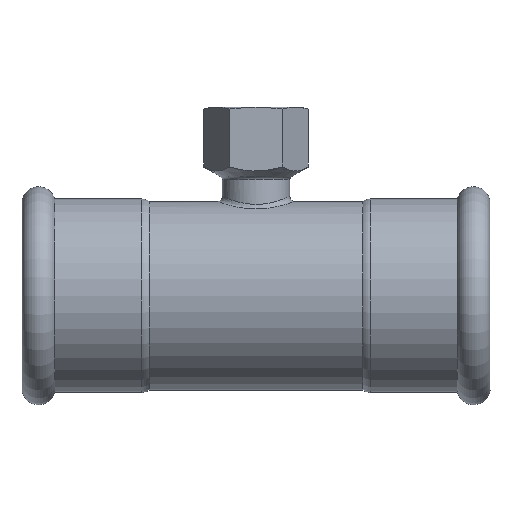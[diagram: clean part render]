
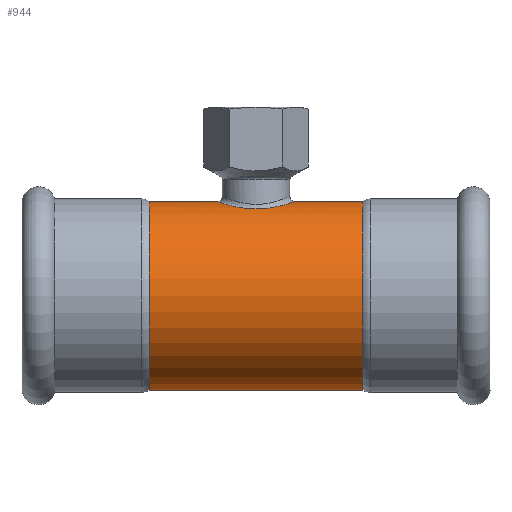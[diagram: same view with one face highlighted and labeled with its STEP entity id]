
A CAD part, front view. The second image highlights one B-rep face of the part: STEP entity #944.
In plain terms, the highlighted cylindrical face has radius 28 mm (diameter 56 mm), a full revolution.
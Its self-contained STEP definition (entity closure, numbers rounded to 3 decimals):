
#78=FACE_BOUND('',#222,.T.);
#86=B_SPLINE_CURVE_WITH_KNOTS('',3,(#1798,#1799,#1800,#1801,#1802,#1803,
#1804,#1805,#1806,#1807,#1808,#1809,#1810,#1811,#1812,#1813,#1814,#1815),
 .UNSPECIFIED.,.T.,.F.,(4,1,1,1,1,1,1,1,1,1,1,1,1,1,1,4),(-6.086,
-5.651,-5.216,-4.637,-4.347,
-3.767,-3.477,-2.898,-2.608,
-2.318,-2.029,-1.739,-1.304,-0.869,
-0.435,0.),.UNSPECIFIED.);
#96=LINE('',#1823,#124);
#124=VECTOR('',#1266,28.);
#151=CYLINDRICAL_SURFACE('',#1053,28.);
#172=FACE_OUTER_BOUND('',#221,.T.);
#221=EDGE_LOOP('',(#697,#698,#699,#700,#701,#702,#703,#704));
#222=EDGE_LOOP('',(#705));
#303=CIRCLE('',#1054,28.);
#304=CIRCLE('',#1055,28.);
#305=CIRCLE('',#1056,28.);
#306=CIRCLE('',#1057,28.);
#307=CIRCLE('',#1058,28.);
#308=CIRCLE('',#1059,28.);
#400=VERTEX_POINT('',#1772);
#403=VERTEX_POINT('',#1817);
#404=VERTEX_POINT('',#1818);
#405=VERTEX_POINT('',#1820);
#406=VERTEX_POINT('',#1822);
#407=VERTEX_POINT('',#1824);
#408=VERTEX_POINT('',#1826);
#520=EDGE_CURVE('',#400,#400,#86,.T.);
#521=EDGE_CURVE('',#403,#404,#303,.T.);
#522=EDGE_CURVE('',#405,#403,#304,.T.);
#523=EDGE_CURVE('',#405,#406,#96,.T.);
#524=EDGE_CURVE('',#406,#407,#305,.T.);
#525=EDGE_CURVE('',#407,#408,#306,.T.);
#526=EDGE_CURVE('',#408,#406,#307,.T.);
#527=EDGE_CURVE('',#404,#405,#308,.T.);
#697=ORIENTED_EDGE('',*,*,#521,.F.);
#698=ORIENTED_EDGE('',*,*,#522,.F.);
#699=ORIENTED_EDGE('',*,*,#523,.T.);
#700=ORIENTED_EDGE('',*,*,#524,.T.);
#701=ORIENTED_EDGE('',*,*,#525,.T.);
#702=ORIENTED_EDGE('',*,*,#526,.T.);
#703=ORIENTED_EDGE('',*,*,#523,.F.);
#704=ORIENTED_EDGE('',*,*,#527,.F.);
#705=ORIENTED_EDGE('',*,*,#520,.F.);
#944=ADVANCED_FACE('',(#172,#78),#151,.T.);
#1053=AXIS2_PLACEMENT_3D('',#1816,#1260,#1261);
#1054=AXIS2_PLACEMENT_3D('',#1819,#1262,#1263);
#1055=AXIS2_PLACEMENT_3D('',#1821,#1264,#1265);
#1056=AXIS2_PLACEMENT_3D('',#1825,#1267,#1268);
#1057=AXIS2_PLACEMENT_3D('',#1827,#1269,#1270);
#1058=AXIS2_PLACEMENT_3D('',#1828,#1271,#1272);
#1059=AXIS2_PLACEMENT_3D('',#1829,#1273,#1274);
#1260=DIRECTION('center_axis',(-1.,0.,0.));
#1261=DIRECTION('ref_axis',(0.,-1.,0.));
#1262=DIRECTION('center_axis',(-1.,0.,0.));
#1263=DIRECTION('ref_axis',(0.,-1.,0.));
#1264=DIRECTION('center_axis',(-1.,0.,0.));
#1265=DIRECTION('ref_axis',(0.,-1.,0.));
#1266=DIRECTION('',(1.,0.,0.));
#1267=DIRECTION('center_axis',(-1.,0.,0.));
#1268=DIRECTION('ref_axis',(0.,-1.,0.));
#1269=DIRECTION('center_axis',(-1.,0.,0.));
#1270=DIRECTION('ref_axis',(0.,-1.,0.));
#1271=DIRECTION('center_axis',(-1.,0.,0.));
#1272=DIRECTION('ref_axis',(0.,-1.,0.));
#1273=DIRECTION('center_axis',(-1.,0.,0.));
#1274=DIRECTION('ref_axis',(0.,-1.,0.));
#1772=CARTESIAN_POINT('',(0.,-10.915,25.785));
#1798=CARTESIAN_POINT('Ctrl Pts',(0.,-10.915,25.785));
#1799=CARTESIAN_POINT('Ctrl Pts',(1.738,-10.915,25.785));
#1800=CARTESIAN_POINT('Ctrl Pts',(5.197,-10.143,26.123));
#1801=CARTESIAN_POINT('Ctrl Pts',(9.734,-6.713,27.325));
#1802=CARTESIAN_POINT('Ctrl Pts',(11.737,-1.963,28.094));
#1803=CARTESIAN_POINT('Ctrl Pts',(11.288,3.619,27.917));
#1804=CARTESIAN_POINT('Ctrl Pts',(8.885,7.501,27.058));
#1805=CARTESIAN_POINT('Ctrl Pts',(4.153,10.59,25.949));
#1806=CARTESIAN_POINT('Ctrl Pts',(-0.643,11.3,25.615));
#1807=CARTESIAN_POINT('Ctrl Pts',(-5.098,9.962,26.186));
#1808=CARTESIAN_POINT('Ctrl Pts',(-7.937,8.12,26.829));
#1809=CARTESIAN_POINT('Ctrl Pts',(-10.089,5.566,27.492));
#1810=CARTESIAN_POINT('Ctrl Pts',(-11.595,1.983,28.033));
#1811=CARTESIAN_POINT('Ctrl Pts',(-11.594,-2.551,28.033));
#1812=CARTESIAN_POINT('Ctrl Pts',(-9.272,-7.051,27.196));
#1813=CARTESIAN_POINT('Ctrl Pts',(-5.202,-10.146,26.128));
#1814=CARTESIAN_POINT('Ctrl Pts',(-1.738,-10.915,25.785));
#1815=CARTESIAN_POINT('Ctrl Pts',(0.,-10.915,
25.785));
#1816=CARTESIAN_POINT('Origin',(-26.817,0.,
0.));
#1817=CARTESIAN_POINT('',(-31.735,-28.,0.));
#1818=CARTESIAN_POINT('',(-31.735,0.,28.));
#1819=CARTESIAN_POINT('Origin',(-31.735,0.,
0.));
#1820=CARTESIAN_POINT('',(-31.735,28.,0.));
#1821=CARTESIAN_POINT('Origin',(-31.735,0.,
0.));
#1822=CARTESIAN_POINT('',(31.735,28.,0.));
#1823=CARTESIAN_POINT('',(-26.817,28.,0.));
#1824=CARTESIAN_POINT('',(31.735,-28.,0.));
#1825=CARTESIAN_POINT('Origin',(31.735,0.,0.));
#1826=CARTESIAN_POINT('',(31.735,0.,28.));
#1827=CARTESIAN_POINT('Origin',(31.735,0.,0.));
#1828=CARTESIAN_POINT('Origin',(31.735,0.,0.));
#1829=CARTESIAN_POINT('Origin',(-31.735,0.,
0.));
